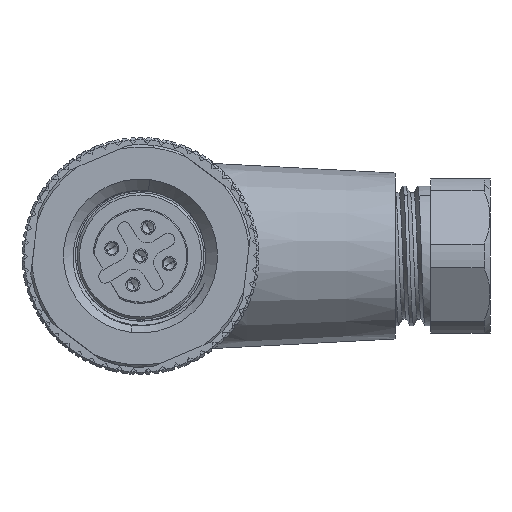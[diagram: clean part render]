
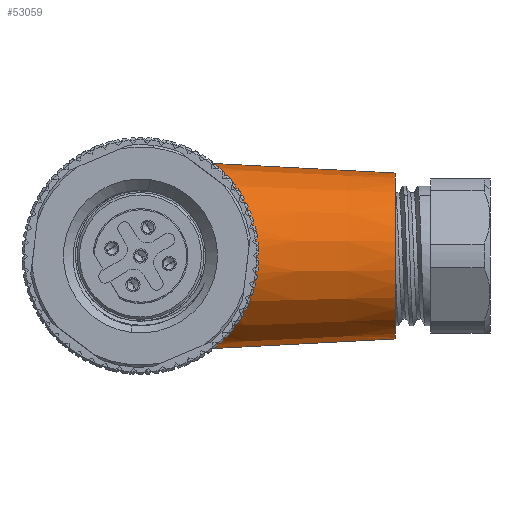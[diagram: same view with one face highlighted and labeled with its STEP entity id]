
A CAD part, left-side view. The second image highlights one B-rep face of the part: STEP entity #53059.
In plain terms, the highlighted conical face has half-angle 3 degrees and reference radius 7 mm.
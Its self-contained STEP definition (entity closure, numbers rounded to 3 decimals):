
#463 = EDGE_CURVE ( 'NONE', #19850, #38607, #35198, .T. ) ;
#1632 = CARTESIAN_POINT ( 'NONE',  ( 11.428, -5.543, 7.406 ) ) ;
#1895 = CARTESIAN_POINT ( 'NONE',  ( 13.456, -4.882, 7.857 ) ) ;
#2167 = CARTESIAN_POINT ( 'NONE',  ( 6.372, -9.238, 0.542 ) ) ;
#2440 = CARTESIAN_POINT ( 'NONE',  ( 11.423, -5.537, -7.417 ) ) ;
#2706 = CARTESIAN_POINT ( 'NONE',  ( 6.413, -9.202, -1.085 ) ) ;
#4351 = CARTESIAN_POINT ( 'NONE',  ( 14., -4.857, -7.872 ) ) ;
#5710 = CARTESIAN_POINT ( 'NONE',  ( 10.542, -6.041, -7.007 ) ) ;
#5975 = CARTESIAN_POINT ( 'NONE',  ( 14., -4.857, -7.872 ) ) ;
#6167 = DIRECTION ( 'NONE',  ( 0., 0., 1. ) ) ;
#6517 = CARTESIAN_POINT ( 'NONE',  ( 10.126, -6.301, 6.783 ) ) ;
#6795 = CARTESIAN_POINT ( 'NONE',  ( 8.982, -7.111, 5.931 ) ) ;
#6872 = AXIS2_PLACEMENT_3D ( 'NONE', #33365, #12346, #8272 ) ;
#8272 = DIRECTION ( 'NONE',  ( 0., 0., 1. ) ) ;
#8574 = ORIENTED_EDGE ( 'NONE', *, *, #20965, .F. ) ;
#9783 = CARTESIAN_POINT ( 'NONE',  ( 8.304, -7.633, -5.243 ) ) ;
#10326 = CARTESIAN_POINT ( 'NONE',  ( 13.726, -4.857, -7.872 ) ) ;
#10600 = CARTESIAN_POINT ( 'NONE',  ( 6.895, -8.79, 2.891 ) ) ;
#10867 = CARTESIAN_POINT ( 'NONE',  ( 11.903, -5.322, 7.567 ) ) ;
#10963 = VECTOR ( 'NONE', #27746, 1000. ) ;
#11415 = B_SPLINE_CURVE_WITH_KNOTS ( 'NONE', 3,
 ( #5975, #10326, #43077, #39799, #30804, #23389, #2440, #31347, #5710, #31621, #51526, #39519, #14399, #9783, #35705, #19042, #31071, #22574, #39246, #47982, #47709, #2706, #51797, #18771, #2167, #22306, #52073, #26431, #27521, #43622, #10600, #52343, #14950, #27248, #38983, #6795, #43899, #6517, #48250, #26701, #1632, #10867, #22849, #18225, #44168, #1895, #14131, #47429 ),
 .UNSPECIFIED., .F., .F.,
 ( 4, 2, 2, 2, 2, 2, 2, 2, 2, 2, 2, 2, 2, 2, 2, 2, 2, 2, 2, 2, 2, 2, 2, 4 ),
 ( 0.046, 0.047, 0.047, 0.049, 0.05, 0.051, 0.052, 0.054, 0.055, 0.055, 0.057, 0.059, 0.06, 0.06, 0.061, 0.062, 0.064, 0.065, 0.067, 0.069, 0.069, 0.07, 0.071, 0.072 ),
 .UNSPECIFIED. ) ;
#12346 = DIRECTION ( 'NONE',  ( 0., 1., 0. ) ) ;
#13523 = DIRECTION ( 'NONE',  ( 0., 1., 0. ) ) ;
#14131 = CARTESIAN_POINT ( 'NONE',  ( 13.729, -4.857, 7.872 ) ) ;
#14399 = CARTESIAN_POINT ( 'NONE',  ( 8.981, -7.112, -5.93 ) ) ;
#14950 = CARTESIAN_POINT ( 'NONE',  ( 7.444, -8.329, 4.05 ) ) ;
#17817 = EDGE_CURVE ( 'NONE', #38607, #39599, #22478, .T. ) ;
#18154 = CARTESIAN_POINT ( 'NONE',  ( 14., -21.5, 0. ) ) ;
#18225 = CARTESIAN_POINT ( 'NONE',  ( 12.656, -5.05, 7.751 ) ) ;
#18636 = AXIS2_PLACEMENT_3D ( 'NONE', #18154, #13523, #6167 ) ;
#18771 = CARTESIAN_POINT ( 'NONE',  ( 6.358, -9.25, 0.268 ) ) ;
#19042 = CARTESIAN_POINT ( 'NONE',  ( 7.582, -8.216, -4.255 ) ) ;
#19850 = VERTEX_POINT ( 'NONE', #51314 ) ;
#20965 = EDGE_CURVE ( 'NONE', #45075, #39599, #11415, .T. ) ;
#22306 = CARTESIAN_POINT ( 'NONE',  ( 6.428, -9.19, 1.087 ) ) ;
#22478 = LINE ( 'NONE', #48155, #41000 ) ;
#22574 = CARTESIAN_POINT ( 'NONE',  ( 7.209, -8.526, -3.595 ) ) ;
#22849 = CARTESIAN_POINT ( 'NONE',  ( 12.15, -5.221, 7.637 ) ) ;
#23201 = CARTESIAN_POINT ( 'NONE',  ( 14., -4.857, 7.872 ) ) ;
#23389 = CARTESIAN_POINT ( 'NONE',  ( 11.89, -5.309, -7.578 ) ) ;
#24409 = EDGE_CURVE ( 'NONE', #19850, #45075, #32110, .T. ) ;
#24621 = FACE_OUTER_BOUND ( 'NONE', #24860, .T. ) ;
#24860 = EDGE_LOOP ( 'NONE', ( #52551, #25258, #50668, #8574 ) ) ;
#25258 = ORIENTED_EDGE ( 'NONE', *, *, #463, .T. ) ;
#26005 = CONICAL_SURFACE ( 'NONE', #6872, 7., 0.052 ) ;
#26431 = CARTESIAN_POINT ( 'NONE',  ( 6.578, -9.061, 1.879 ) ) ;
#26701 = CARTESIAN_POINT ( 'NONE',  ( 11.2, -5.662, 7.316 ) ) ;
#27248 = CARTESIAN_POINT ( 'NONE',  ( 8.004, -7.873, 4.879 ) ) ;
#27521 = CARTESIAN_POINT ( 'NONE',  ( 6.645, -9.004, 2.137 ) ) ;
#27746 = DIRECTION ( 'NONE',  ( 0., 0.999, -0.052 ) ) ;
#29649 = CARTESIAN_POINT ( 'NONE',  ( 14., -21.5, 7. ) ) ;
#30804 = CARTESIAN_POINT ( 'NONE',  ( 12.654, -5.05, -7.75 ) ) ;
#31071 = CARTESIAN_POINT ( 'NONE',  ( 7.452, -8.324, -4.042 ) ) ;
#31347 = CARTESIAN_POINT ( 'NONE',  ( 10.758, -5.911, -7.117 ) ) ;
#31621 = CARTESIAN_POINT ( 'NONE',  ( 10.127, -6.305, -6.77 ) ) ;
#32110 = LINE ( 'NONE', #48477, #10963 ) ;
#33365 = CARTESIAN_POINT ( 'NONE',  ( 14., -21.5, 0. ) ) ;
#35198 = CIRCLE ( 'NONE', #18636, 7. ) ;
#35705 = CARTESIAN_POINT ( 'NONE',  ( 7.997, -7.879, -4.869 ) ) ;
#38607 = VERTEX_POINT ( 'NONE', #29649 ) ;
#38983 = CARTESIAN_POINT ( 'NONE',  ( 8.313, -7.626, 5.252 ) ) ;
#39246 = CARTESIAN_POINT ( 'NONE',  ( 7.096, -8.621, -3.362 ) ) ;
#39519 = CARTESIAN_POINT ( 'NONE',  ( 9.345, -6.842, -6.237 ) ) ;
#39599 = VERTEX_POINT ( 'NONE', #23201 ) ;
#39799 = CARTESIAN_POINT ( 'NONE',  ( 12.916, -4.98, -7.795 ) ) ;
#41000 = VECTOR ( 'NONE', #43254, 1000. ) ;
#43077 = CARTESIAN_POINT ( 'NONE',  ( 13.45, -4.883, -7.856 ) ) ;
#43254 = DIRECTION ( 'NONE',  ( 0., 0.999, 0.052 ) ) ;
#43622 = CARTESIAN_POINT ( 'NONE',  ( 6.803, -8.868, 2.643 ) ) ;
#43899 = CARTESIAN_POINT ( 'NONE',  ( 9.344, -6.842, 6.237 ) ) ;
#44168 = CARTESIAN_POINT ( 'NONE',  ( 12.916, -4.98, 7.796 ) ) ;
#45075 = VERTEX_POINT ( 'NONE', #4351 ) ;
#47429 = CARTESIAN_POINT ( 'NONE',  ( 14., -4.857, 7.872 ) ) ;
#47709 = CARTESIAN_POINT ( 'NONE',  ( 6.633, -9.014, -2.147 ) ) ;
#47982 = CARTESIAN_POINT ( 'NONE',  ( 6.792, -8.877, -2.648 ) ) ;
#48155 = CARTESIAN_POINT ( 'NONE',  ( 14., -21.5, 7. ) ) ;
#48250 = CARTESIAN_POINT ( 'NONE',  ( 10.538, -6.034, 7.018 ) ) ;
#48477 = CARTESIAN_POINT ( 'NONE',  ( 14., -21.5, -7. ) ) ;
#50668 = ORIENTED_EDGE ( 'NONE', *, *, #17817, .T. ) ;
#51314 = CARTESIAN_POINT ( 'NONE',  ( 14., -21.5, -7. ) ) ;
#51526 = CARTESIAN_POINT ( 'NONE',  ( 9.926, -6.439, -6.643 ) ) ;
#51797 = CARTESIAN_POINT ( 'NONE',  ( 6.358, -9.25, -0.546 ) ) ;
#52073 = CARTESIAN_POINT ( 'NONE',  ( 6.469, -9.154, 1.354 ) ) ;
#52343 = CARTESIAN_POINT ( 'NONE',  ( 7.2, -8.533, 3.607 ) ) ;
#52551 = ORIENTED_EDGE ( 'NONE', *, *, #24409, .F. ) ;
#53059 = ADVANCED_FACE ( 'NONE', ( #24621 ), #26005, .T. ) ;
